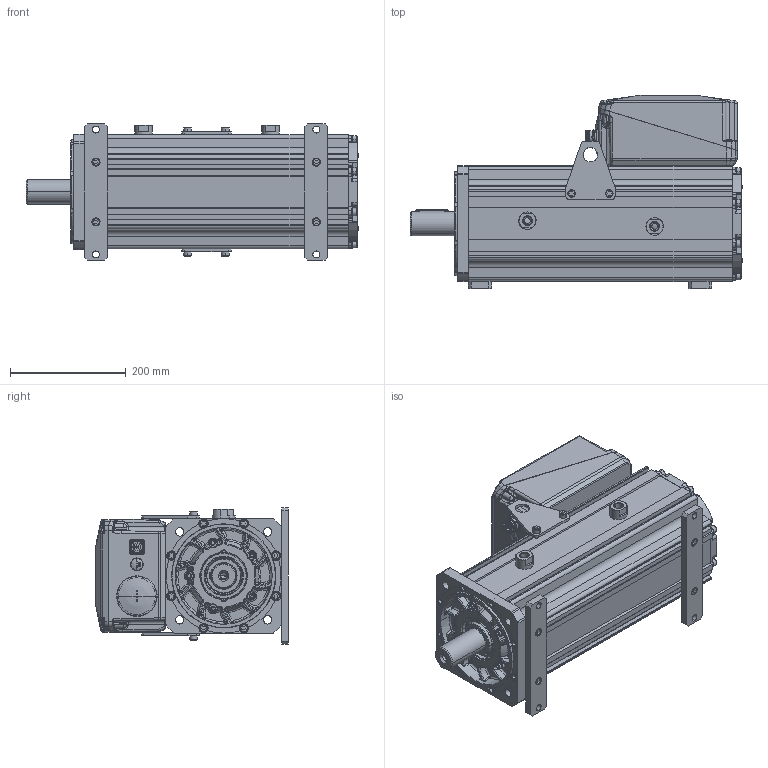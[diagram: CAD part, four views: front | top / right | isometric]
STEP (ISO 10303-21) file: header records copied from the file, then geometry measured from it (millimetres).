
FILE_DESCRIPTION((''),'2;1');
FILE_NAME('50567N-1_SW0001','2016-06-21T',('yanyerong'),(''),'PRO/ENGINEER BY PARAMETRIC TECHNOLOGY CORPORATION, 2010430','PRO/ENGINEER BY PARAMETRIC TECHNOLOGY CORPORATION, 2010430','');
FILE_SCHEMA(('CONFIG_CONTROL_DESIGN'));
Products named in the file (1): 50567N-1_SW0001
Bounding box: 574 x 333.62 x 236 mm (x, y, z)
Surface area: 1513534.2 mm2 (no closed solid volume)
Topology: 0 solids, 125 shells, 2491 faces, 7169 edges, 4744 vertices
Faces by surface type: plane 828, cylinder 621, bspline 498, torus 240, cone 234, sphere 70
Entity records: 120139 total; most frequent: CARTESIAN_POINT 58924, ORIENTED_EDGE 12511, DIRECTION 12030, EDGE_CURVE 7158, VERTEX_POINT 4744, AXIS2_PLACEMENT_3D 4611, VECTOR 2808, LINE 2808
